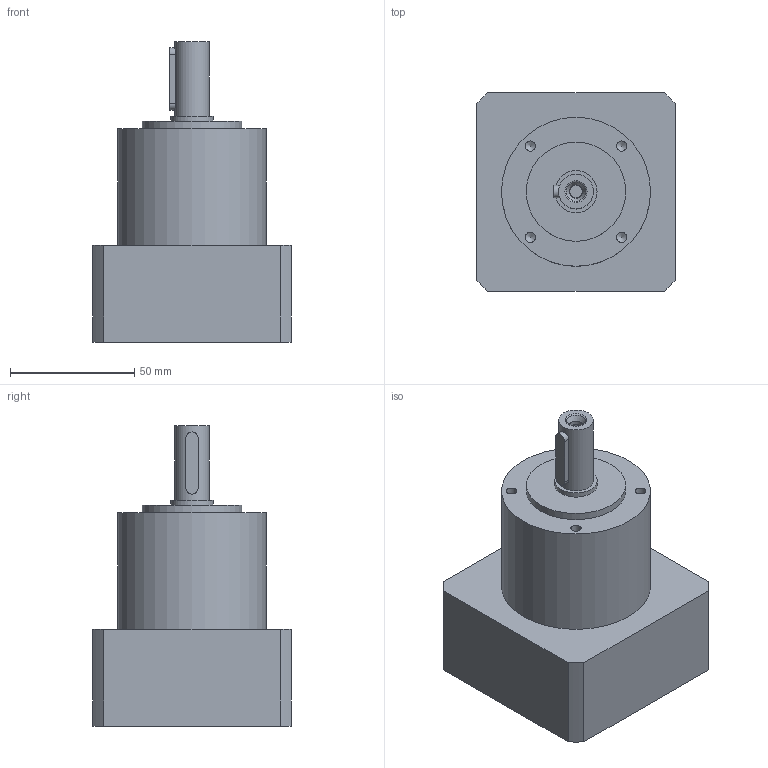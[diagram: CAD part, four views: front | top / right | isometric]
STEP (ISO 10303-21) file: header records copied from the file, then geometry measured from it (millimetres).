
FILE_DESCRIPTION(/* description */ (''),/* implementation_level */ '2;1');
FILE_NAME(/* name */ 'GPLE60-1S-F87.stp',/* time_stamp */ '2015-06-24T12:51:30+02:00',/* author */ ('schneid_a'),/* organization */ (''),/* preprocessor_version */ 'ST-DEVELOPER v16.1',/* originating_system */ 'Autodesk Inventor 2016',/* authorisation */ '');
FILE_SCHEMA (('AUTOMOTIVE_DESIGN { 1 0 10303 214 3 1 1 }'));
Length unit declared in the file: centimetre
Products named in the file (1): GPLE60-1S-F87
Bounding box: 80 x 80 x 121 mm (x, y, z)
Volume: 329860.9 mm3; surface area: 51903.6 mm2
Topology: 3 solids, 3 shells, 56 faces, 118 edges, 75 vertices
Faces by surface type: cylinder 25, plane 20, cone 11
Full cylindrical faces by diameter (mm): 1 x1, 4.134 x4, 4.917 x4, 5 x1, 5.314 x1, 14 x2, 17 x1, 30 x1, 40 x1, 50 x1, 60 x1, 73.04 x1
Entity records: 1629 total; most frequent: CARTESIAN_POINT 491, DIRECTION 238, ORIENTED_EDGE 152, AXIS2_PLACEMENT_3D 107, EDGE_LOOP 96, EDGE_CURVE 76, VERTEX_POINT 64, STYLED_ITEM 59
